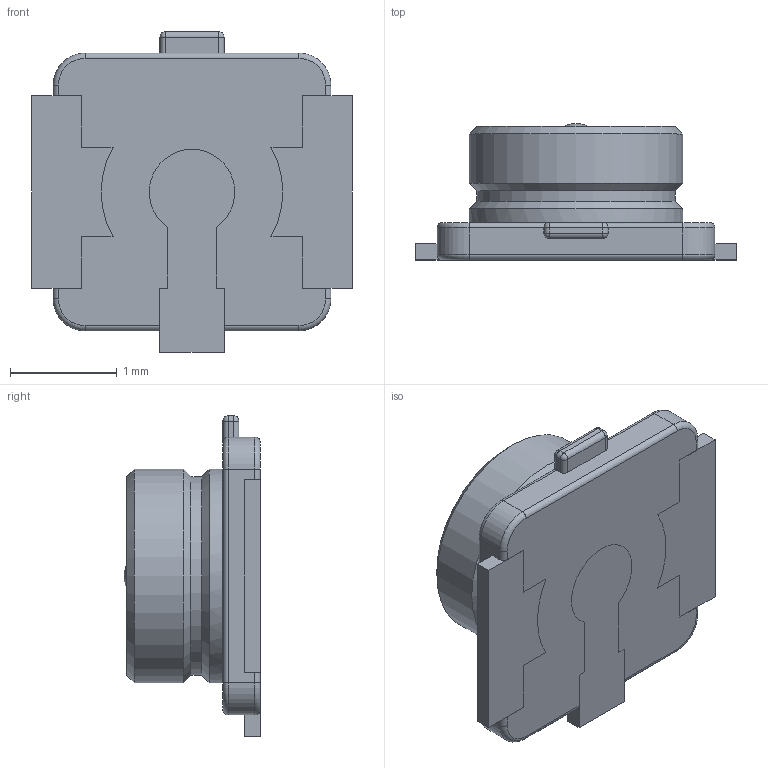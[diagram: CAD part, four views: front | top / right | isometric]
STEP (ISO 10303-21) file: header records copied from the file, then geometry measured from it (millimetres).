
FILE_DESCRIPTION( ( '' ), ' ' );
FILE_NAME( '5a27d9bcfec0a2103ba6dcd2.step', '2017-12-06T11:51:25', ( '' ), ( '' ), ' ', ' ', ' ' );
FILE_SCHEMA( ( 'AUTOMOTIVE_DESIGN { 1 0 10303 214 1 1 1 1 }' ) );
Length unit declared in the file: metre
Products named in the file (4): Surface 4; Surface 3; Surface 2; Surface 1
Bounding box: 3 x 1.28 x 3 mm (x, y, z)
Surface area: 36.5 mm2 (no closed solid volume)
Topology: 0 solids, 75 shells, 75 faces, 396 edges, 379 vertices
Faces by surface type: cylinder 31, plane 27, torus 8, sphere 5, cone 4
Full cylindrical faces by diameter (mm): 0.5 x1, 0.8 x2, 1.7 x1, 1.86 x1, 2 x2
Entity records: 4428 total; most frequent: CARTESIAN_POINT 825, DIRECTION 681, ORIENTED_EDGE 373, EDGE_CURVE 373, VERTEX_POINT 373, AXIS2_PLACEMENT_3D 229, LINE 223, VECTOR 223
